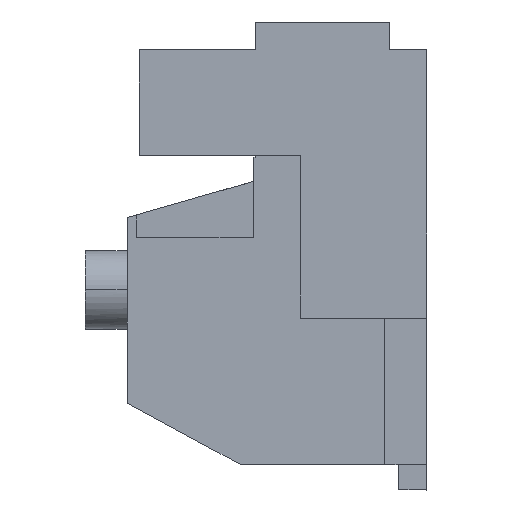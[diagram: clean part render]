
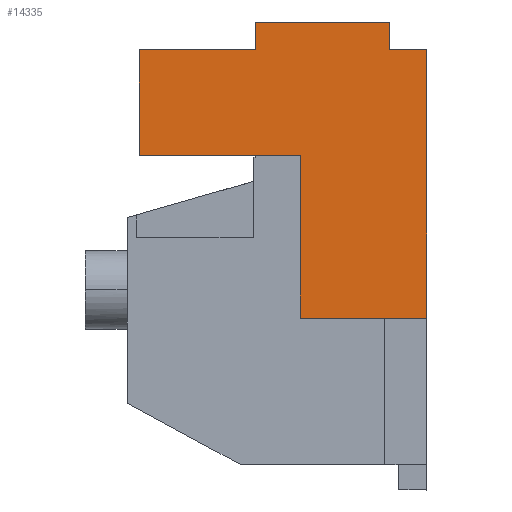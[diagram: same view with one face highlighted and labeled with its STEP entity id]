
A CAD part, left-side view. The second image highlights one B-rep face of the part: STEP entity #14335.
In plain terms, the highlighted planar face has unit normal (-1, 0, 0).
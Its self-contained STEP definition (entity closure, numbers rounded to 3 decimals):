
#14274=AXIS2_PLACEMENT_3D('Plane Axis2P3D',#14271,#14272,#14273) ;
#13746=CARTESIAN_POINT('Vertex',(0.,31.,47.5)) ;
#13760=CARTESIAN_POINT('Vertex',(0.,31.,36.1)) ;
#13763=CARTESIAN_POINT('Line Origine',(0.,31.,41.8)) ;
#13987=CARTESIAN_POINT('Line Origine',(0.,24.75,47.5)) ;
#13991=CARTESIAN_POINT('Vertex',(0.,18.5,47.5)) ;
#14157=CARTESIAN_POINT('Vertex',(0.,13.6,36.1)) ;
#14160=CARTESIAN_POINT('Line Origine',(0.,22.3,36.1)) ;
#14271=CARTESIAN_POINT('Axis2P3D Location',(0.,-0.5,47.55)) ;
#14276=CARTESIAN_POINT('Line Origine',(0.,4.,49.)) ;
#14280=CARTESIAN_POINT('Vertex',(0.,4.,50.5)) ;
#14282=CARTESIAN_POINT('Vertex',(0.,4.,47.5)) ;
#14285=CARTESIAN_POINT('Line Origine',(0.,11.25,50.5)) ;
#14289=CARTESIAN_POINT('Vertex',(0.,18.5,50.5)) ;
#14292=CARTESIAN_POINT('Line Origine',(0.,18.5,49.)) ;
#14297=CARTESIAN_POINT('Line Origine',(0.,13.6,27.325)) ;
#14301=CARTESIAN_POINT('Vertex',(0.,13.6,18.55)) ;
#14304=CARTESIAN_POINT('Line Origine',(0.,6.8,18.55)) ;
#14308=CARTESIAN_POINT('Vertex',(0.,0.,18.55)) ;
#14311=CARTESIAN_POINT('Line Origine',(0.,0.,33.025)) ;
#14315=CARTESIAN_POINT('Vertex',(0.,0.,47.5)) ;
#14318=CARTESIAN_POINT('Line Origine',(0.,2.,47.5)) ;
#13764=DIRECTION('Vector Direction',(0.,0.,1.)) ;
#13988=DIRECTION('Vector Direction',(0.,-1.,0.)) ;
#14161=DIRECTION('Vector Direction',(0.,1.,0.)) ;
#14272=DIRECTION('Axis2P3D Direction',(-1.,0.,0.)) ;
#14273=DIRECTION('Axis2P3D XDirection',(0.,0.,-1.)) ;
#14277=DIRECTION('Vector Direction',(0.,0.,-1.)) ;
#14286=DIRECTION('Vector Direction',(0.,-1.,0.)) ;
#14293=DIRECTION('Vector Direction',(0.,0.,1.)) ;
#14298=DIRECTION('Vector Direction',(0.,0.,1.)) ;
#14305=DIRECTION('Vector Direction',(0.,1.,0.)) ;
#14312=DIRECTION('Vector Direction',(0.,0.,1.)) ;
#14319=DIRECTION('Vector Direction',(0.,-1.,0.)) ;
#13765=VECTOR('Line Direction',#13764,1.) ;
#13989=VECTOR('Line Direction',#13988,1.) ;
#14162=VECTOR('Line Direction',#14161,1.) ;
#14278=VECTOR('Line Direction',#14277,1.) ;
#14287=VECTOR('Line Direction',#14286,1.) ;
#14294=VECTOR('Line Direction',#14293,1.) ;
#14299=VECTOR('Line Direction',#14298,1.) ;
#14306=VECTOR('Line Direction',#14305,1.) ;
#14313=VECTOR('Line Direction',#14312,1.) ;
#14320=VECTOR('Line Direction',#14319,1.) ;
#14324=ORIENTED_EDGE('',*,*,#14284,.F.) ;
#14325=ORIENTED_EDGE('',*,*,#14291,.F.) ;
#14326=ORIENTED_EDGE('',*,*,#14296,.F.) ;
#14327=ORIENTED_EDGE('',*,*,#13993,.F.) ;
#14328=ORIENTED_EDGE('',*,*,#13767,.F.) ;
#14329=ORIENTED_EDGE('',*,*,#14164,.F.) ;
#14330=ORIENTED_EDGE('',*,*,#14303,.F.) ;
#14331=ORIENTED_EDGE('',*,*,#14310,.F.) ;
#14332=ORIENTED_EDGE('',*,*,#14317,.T.) ;
#14333=ORIENTED_EDGE('',*,*,#14322,.F.) ;
#14335=ADVANCED_FACE('COVER',(#14334),#14275,.T.) ;
#13767=EDGE_CURVE('',#13761,#13747,#13766,.T.) ;
#13993=EDGE_CURVE('',#13747,#13992,#13990,.T.) ;
#14164=EDGE_CURVE('',#14158,#13761,#14163,.T.) ;
#14284=EDGE_CURVE('',#14281,#14283,#14279,.T.) ;
#14291=EDGE_CURVE('',#14290,#14281,#14288,.T.) ;
#14296=EDGE_CURVE('',#13992,#14290,#14295,.T.) ;
#14303=EDGE_CURVE('',#14302,#14158,#14300,.T.) ;
#14310=EDGE_CURVE('',#14309,#14302,#14307,.T.) ;
#14317=EDGE_CURVE('',#14309,#14316,#14314,.T.) ;
#14322=EDGE_CURVE('',#14283,#14316,#14321,.T.) ;
#14323=EDGE_LOOP('',(#14324,#14325,#14326,#14327,#14328,#14329,#14330,#14331,#14332,#14333)) ;
#14334=FACE_OUTER_BOUND('',#14323,.T.) ;
#13766=LINE('Line',#13763,#13765) ;
#13990=LINE('Line',#13987,#13989) ;
#14163=LINE('Line',#14160,#14162) ;
#14279=LINE('Line',#14276,#14278) ;
#14288=LINE('Line',#14285,#14287) ;
#14295=LINE('Line',#14292,#14294) ;
#14300=LINE('Line',#14297,#14299) ;
#14307=LINE('Line',#14304,#14306) ;
#14314=LINE('Line',#14311,#14313) ;
#14321=LINE('Line',#14318,#14320) ;
#14275=PLANE('',#14274) ;
#13747=VERTEX_POINT('',#13746) ;
#13761=VERTEX_POINT('',#13760) ;
#13992=VERTEX_POINT('',#13991) ;
#14158=VERTEX_POINT('',#14157) ;
#14281=VERTEX_POINT('',#14280) ;
#14283=VERTEX_POINT('',#14282) ;
#14290=VERTEX_POINT('',#14289) ;
#14302=VERTEX_POINT('',#14301) ;
#14309=VERTEX_POINT('',#14308) ;
#14316=VERTEX_POINT('',#14315) ;
